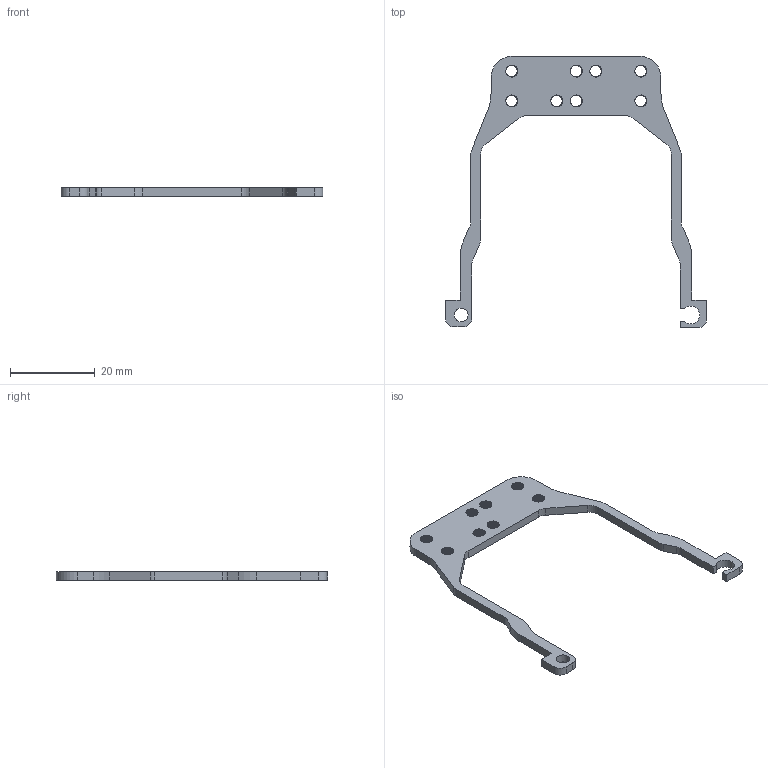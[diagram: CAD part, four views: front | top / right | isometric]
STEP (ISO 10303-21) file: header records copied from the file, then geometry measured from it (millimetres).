
FILE_DESCRIPTION((''),'2;1');
FILE_NAME('1980020030040_01-M10B_E-PE_____','2024-04-01T',('13001'),(''),'PRO/ENGINEER BY PARAMETRIC TECHNOLOGY CORPORATION, 2012480','PRO/ENGINEER BY PARAMETRIC TECHNOLOGY CORPORATION, 2012480','');
FILE_SCHEMA(('CONFIG_CONTROL_DESIGN'));
Length unit declared in the file: millimetre
Products named in the file (1): 1980020030040_01-M10B_E-PE_____
Bounding box: 61.55 x 63.9 x 2 mm (x, y, z)
Volume: 1663.9 mm3; surface area: 2527.5 mm2
Topology: 1 solids, 1 shells, 231 faces, 687 edges, 458 vertices
Faces by surface type: cylinder 184, plane 31, bspline 16
Entity records: 15722 total; most frequent: CARTESIAN_POINT 10019, ORIENTED_EDGE 1374, DIRECTION 909, EDGE_CURVE 687, VERTEX_POINT 458, AXIS2_PLACEMENT_3D 327, B_SPLINE_CURVE_WITH_KNOTS 320, VECTOR 255
